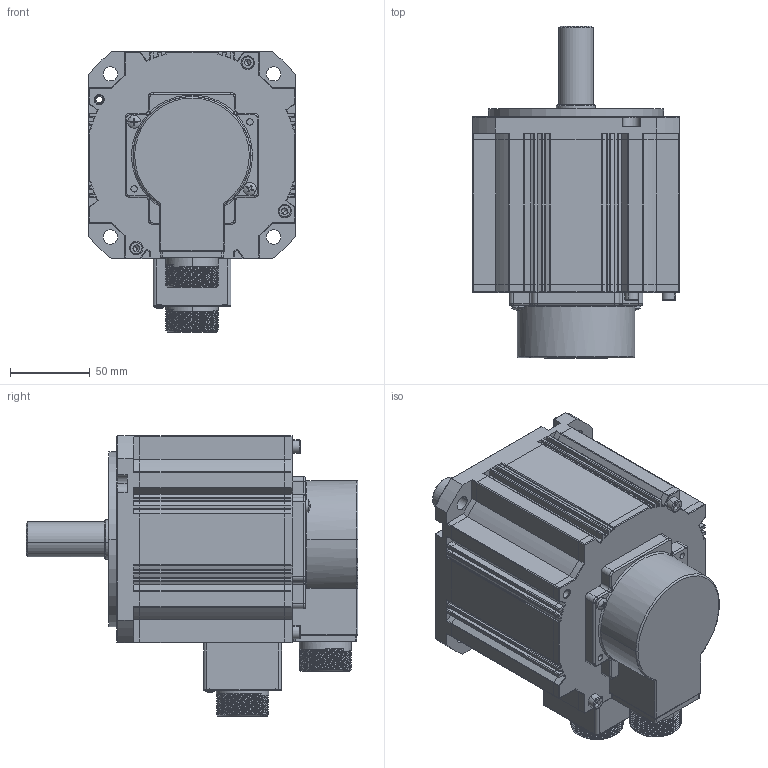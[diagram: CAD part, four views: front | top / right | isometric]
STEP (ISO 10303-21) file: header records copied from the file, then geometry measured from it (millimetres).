
FILE_DESCRIPTION (( 'STEP AP203' ), '1' );
FILE_NAME ('WF130BST-M05415湮嫦講.STEP', '2022-09-06T10:07:06', ( '' ), ( '' ), 'SwSTEP 2.0', 'SolidWorks 2018', '' );
FILE_SCHEMA (( 'CONFIG_CONTROL_DESIGN' ));
Length unit declared in the file: millimetre
Products named in the file (17): ________-3.STEP; ______-1.STEP; cross recessed pan head screws gb_GB_CROSS_SCREWS_TYPE1 M3X12-12  H type-N.STEP; cross recessed pan head screws gb_GB_CROSS_SCREWS_TYPE1 M4X12-12  H type-N.STEP; __.STEP; 130S5AS-A1522030D10.STEP; hexagon socket head cap screws gb_GB_FASTENER_SCREWS_HSHCS M5X20-N.STEP; WF130BST-M05415湮嫦講; ________-1.STEP; ________.STEP; ______-0.STEP; ______-2.STEP; deep groove ball bearings gb_Rolling bearings 6204 GB 276-94.STEP; jike.STEP; ____1.STEP; deep groove ball bearings gb_Rolling bearings 6205 GB 276-94.STEP; ______.STEP
Assembly tree (23 placements, depth 4):
  WF130BST-M05415湮嫦講
    130S5AS-A1522030D10.STEP
      ________.STEP
        ______.STEP
        ____1.STEP
        ______-0.STEP
      ________-1.STEP
        __.STEP
        deep groove ball bearings gb_Rolling bearings 6205 GB 276-94.STEP  x2
        deep groove ball bearings gb_Rolling bearings 6204 GB 276-94.STEP  x2
      jike.STEP
      ______-1.STEP
      ______-2.STEP
      ________-3.STEP
      ____1.STEP
      hexagon socket head cap screws gb_GB_FASTENER_SCREWS_HSHCS M5X20-N.STEP  x4
      cross recessed pan head screws gb_GB_CROSS_SCREWS_TYPE1 M4X12-12  H type-N.STEP  x2
      cross recessed pan head screws gb_GB_CROSS_SCREWS_TYPE1 M3X12-12  H type-N.STEP
Bounding box: 130 x 208.5 x 176 mm (x, y, z)
Volume: 794270.3 mm3; surface area: 339492.9 mm2
Topology: 20 solids, 20 shells, 2478 faces, 7102 edges, 4358 vertices
Faces by surface type: cylinder 955, plane 611, torus 486, sphere 268, bspline 116, cone 42
Entity records: 79195 total; most frequent: CARTESIAN_POINT 27936, ORIENTED_EDGE 10638, DIRECTION 10308, EDGE_CURVE 5319, AXIS2_PLACEMENT_3D 4154, VERTEX_POINT 3333, CIRCLE 2226, EDGE_LOOP 2160
